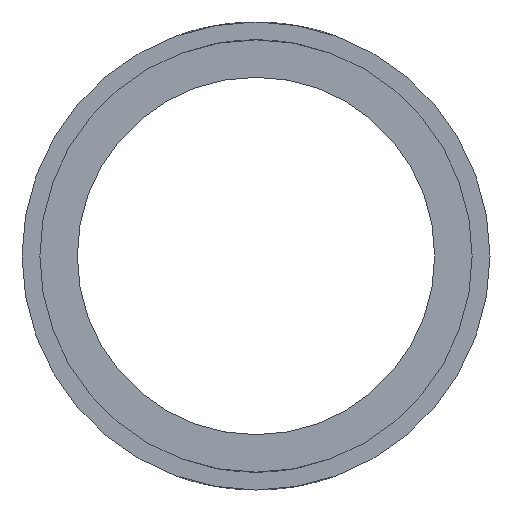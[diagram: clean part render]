
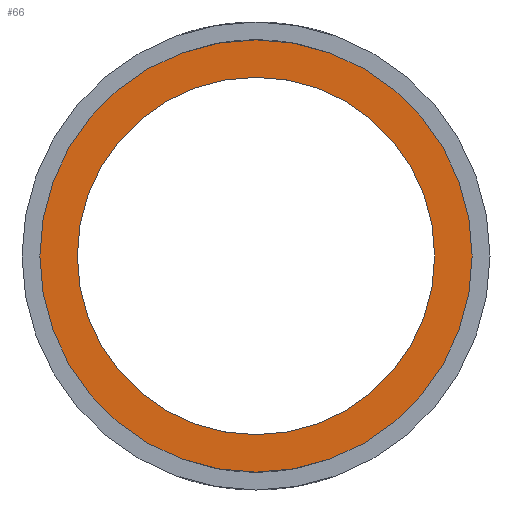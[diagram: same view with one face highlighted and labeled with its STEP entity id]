
A CAD part, front view. The second image highlights one B-rep face of the part: STEP entity #66.
In plain terms, the highlighted planar face has unit normal (0, -1, 0).
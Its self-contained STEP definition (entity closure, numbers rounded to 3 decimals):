
#66 = ADVANCED_FACE( '', ( #149, #150 ), #151, .T. );
#149 = FACE_BOUND( '', #236, .T. );
#150 = FACE_OUTER_BOUND( '', #237, .T. );
#151 = PLANE( '', #238 );
#236 = EDGE_LOOP( '', ( #341 ) );
#237 = EDGE_LOOP( '', ( #342 ) );
#238 = AXIS2_PLACEMENT_3D( '', #343, #344, #345 );
#341 = ORIENTED_EDGE( '', *, *, #406, .T. );
#342 = ORIENTED_EDGE( '', *, *, #395, .F. );
#343 = CARTESIAN_POINT( '', ( 0., 0., 0. ) );
#344 = DIRECTION( '', ( 0., -1., 0. ) );
#345 = DIRECTION( '', ( 0., 0., -1. ) );
#395 = EDGE_CURVE( '', #446, #446, #447, .T. );
#406 = EDGE_CURVE( '', #463, #463, #464, .T. );
#446 = VERTEX_POINT( '', #689 );
#447 = CIRCLE( '', #690, 12.7 );
#463 = VERTEX_POINT( '', #883 );
#464 = CIRCLE( '', #884, 10.5 );
#689 = CARTESIAN_POINT( '', ( 12.7, 0., 0. ) );
#690 = AXIS2_PLACEMENT_3D( '', #1038, #1039, #1040 );
#883 = CARTESIAN_POINT( '', ( 10.5, 0., 0. ) );
#884 = AXIS2_PLACEMENT_3D( '', #1047, #1048, #1049 );
#1038 = CARTESIAN_POINT( '', ( 0., 0., 0. ) );
#1039 = DIRECTION( '', ( 0., 1., 0. ) );
#1040 = DIRECTION( '', ( 1., 0., 0. ) );
#1047 = CARTESIAN_POINT( '', ( 0., 0., 0. ) );
#1048 = DIRECTION( '', ( 0., 1., 0. ) );
#1049 = DIRECTION( '', ( 1., 0., 0. ) );
